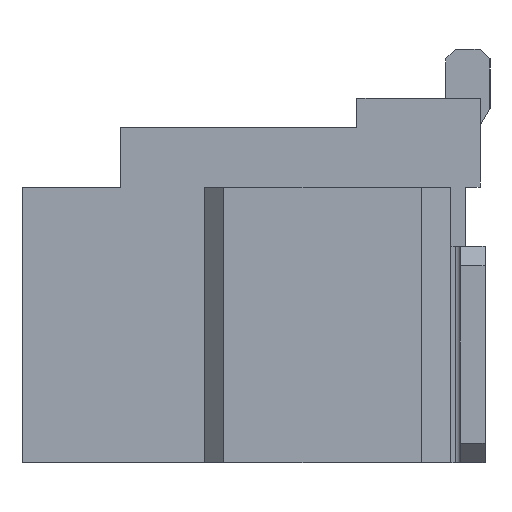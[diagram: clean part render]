
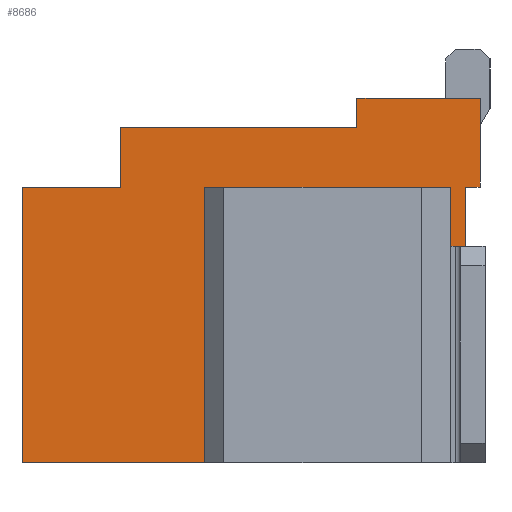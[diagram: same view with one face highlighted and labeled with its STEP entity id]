
A CAD part, left-side view. The second image highlights one B-rep face of the part: STEP entity #8686.
In plain terms, the highlighted planar face has unit normal (-1, 0, 0).
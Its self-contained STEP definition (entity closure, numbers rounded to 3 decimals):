
#73=DIRECTION('',(0.,1.,0.));
#74=VECTOR('',#73,1.25);
#75=CARTESIAN_POINT('',(-9.,-3.675,2.1));
#76=LINE('',#75,#74);
#1133=DIRECTION('',(0.,0.,1.));
#1134=VECTOR('',#1133,2.8);
#1135=CARTESIAN_POINT('',(-9.,0.975,-1.6));
#1136=LINE('',#1135,#1134);
#1625=DIRECTION('',(0.,-1.,0.));
#1626=VECTOR('',#1625,1.);
#1627=CARTESIAN_POINT('',(-9.,0.975,1.2));
#1628=LINE('',#1627,#1626);
#1629=DIRECTION('',(0.,0.,1.));
#1630=VECTOR('',#1629,0.6);
#1631=CARTESIAN_POINT('',(-9.,-0.025,1.2));
#1632=LINE('',#1631,#1630);
#1633=DIRECTION('',(0.,-1.,0.));
#1634=VECTOR('',#1633,2.4);
#1635=CARTESIAN_POINT('',(-9.,-0.025,1.8));
#1636=LINE('',#1635,#1634);
#1637=DIRECTION('',(0.,0.,-1.));
#1638=VECTOR('',#1637,0.3);
#1639=CARTESIAN_POINT('',(-9.,-2.425,2.1));
#1640=LINE('',#1639,#1638);
#1641=DIRECTION('',(0.,1.,0.));
#1642=VECTOR('',#1641,0.15);
#1643=CARTESIAN_POINT('',(-9.,-3.675,1.2));
#1644=LINE('',#1643,#1642);
#1645=DIRECTION('',(0.,0.,1.));
#1646=VECTOR('',#1645,2.1);
#1647=CARTESIAN_POINT('',(-9.,-3.525,-0.9));
#1648=LINE('',#1647,#1646);
#1649=DIRECTION('',(0.,1.,0.));
#1650=VECTOR('',#1649,0.15);
#1651=CARTESIAN_POINT('',(-9.,-3.675,-0.9));
#1652=LINE('',#1651,#1650);
#1653=DIRECTION('',(0.,1.,0.));
#1654=VECTOR('',#1653,0.3);
#1655=CARTESIAN_POINT('',(-9.,-3.675,-1.6));
#1656=LINE('',#1655,#1654);
#1657=DIRECTION('',(0.,0.,1.));
#1658=VECTOR('',#1657,2.8);
#1659=CARTESIAN_POINT('',(-9.,-3.375,-1.6));
#1660=LINE('',#1659,#1658);
#1661=DIRECTION('',(0.,-1.,0.));
#1662=VECTOR('',#1661,2.5);
#1663=CARTESIAN_POINT('',(-9.,-0.875,1.2));
#1664=LINE('',#1663,#1662);
#1665=DIRECTION('',(0.,0.,1.));
#1666=VECTOR('',#1665,2.8);
#1667=CARTESIAN_POINT('',(-9.,-0.875,-1.6));
#1668=LINE('',#1667,#1666);
#1669=DIRECTION('',(0.,1.,0.));
#1670=VECTOR('',#1669,1.85);
#1671=CARTESIAN_POINT('',(-9.,-0.875,-1.6));
#1672=LINE('',#1671,#1670);
#1717=DIRECTION('',(0.,0.,1.));
#1718=VECTOR('',#1717,0.9);
#1719=CARTESIAN_POINT('',(-9.,-3.675,1.2));
#1720=LINE('',#1719,#1718);
#1757=DIRECTION('',(0.,0.,1.));
#1758=VECTOR('',#1757,0.7);
#1759=CARTESIAN_POINT('',(-9.,-3.675,-1.6));
#1760=LINE('',#1759,#1758);
#5399=CARTESIAN_POINT('',(-9.,-0.875,1.2));
#5400=CARTESIAN_POINT('',(-9.,-3.375,1.2));
#5401=VERTEX_POINT('',#5399);
#5402=VERTEX_POINT('',#5400);
#5403=CARTESIAN_POINT('',(-9.,-0.875,-1.6));
#5404=VERTEX_POINT('',#5403);
#5411=CARTESIAN_POINT('',(-9.,0.975,-1.6));
#5412=VERTEX_POINT('',#5411);
#5431=CARTESIAN_POINT('',(-9.,-3.675,2.1));
#5432=VERTEX_POINT('',#5431);
#5437=CARTESIAN_POINT('',(-9.,-3.675,-1.6));
#5438=VERTEX_POINT('',#5437);
#5455=CARTESIAN_POINT('',(-9.,-2.425,2.1));
#5456=CARTESIAN_POINT('',(-9.,-2.425,1.8));
#5457=VERTEX_POINT('',#5455);
#5458=VERTEX_POINT('',#5456);
#5464=CARTESIAN_POINT('',(-9.,-0.025,1.8));
#5466=VERTEX_POINT('',#5464);
#5633=CARTESIAN_POINT('',(-9.,0.975,1.2));
#5634=CARTESIAN_POINT('',(-9.,-0.025,1.2));
#5635=VERTEX_POINT('',#5633);
#5636=VERTEX_POINT('',#5634);
#6047=CARTESIAN_POINT('',(-9.,-3.375,-1.6));
#6048=VERTEX_POINT('',#6047);
#7059=CARTESIAN_POINT('',(-9.,-3.675,1.2));
#7061=VERTEX_POINT('',#7059);
#7067=CARTESIAN_POINT('',(-9.,-3.675,-0.9));
#7069=VERTEX_POINT('',#7067);
#7075=CARTESIAN_POINT('',(-9.,-3.525,1.2));
#7076=VERTEX_POINT('',#7075);
#7077=CARTESIAN_POINT('',(-9.,-3.525,-0.9));
#7078=VERTEX_POINT('',#7077);
#8653=CARTESIAN_POINT('',(-9.,-3.675,-1.6));
#8654=DIRECTION('',(-1.,0.,0.));
#8655=DIRECTION('',(0.,0.,1.));
#8656=AXIS2_PLACEMENT_3D('',#8653,#8654,#8655);
#8657=PLANE('',#8656);
#8658=ORIENTED_EDGE('',*,*,#8191,.T.);
#8660=ORIENTED_EDGE('',*,*,#8659,.T.);
#8662=ORIENTED_EDGE('',*,*,#8661,.T.);
#8663=ORIENTED_EDGE('',*,*,#8306,.F.);
#8664=ORIENTED_EDGE('',*,*,#7172,.F.);
#8666=ORIENTED_EDGE('',*,*,#8665,.F.);
#8668=ORIENTED_EDGE('',*,*,#8667,.T.);
#8670=ORIENTED_EDGE('',*,*,#8669,.F.);
#8672=ORIENTED_EDGE('',*,*,#8671,.F.);
#8674=ORIENTED_EDGE('',*,*,#8673,.F.);
#8675=ORIENTED_EDGE('',*,*,#7592,.T.);
#8677=ORIENTED_EDGE('',*,*,#8676,.T.);
#8679=ORIENTED_EDGE('',*,*,#8678,.F.);
#8681=ORIENTED_EDGE('',*,*,#8680,.F.);
#8682=ORIENTED_EDGE('',*,*,#7570,.T.);
#8683=ORIENTED_EDGE('',*,*,#8124,.T.);
#8684=EDGE_LOOP('',(#8658,#8660,#8662,#8663,#8664,#8666,#8668,#8670,#8672,#8674,
#8675,#8677,#8679,#8681,#8682,#8683));
#8685=FACE_OUTER_BOUND('',#8684,.F.);
#8686=ADVANCED_FACE('',(#8685),#8657,.T.);
#7172=EDGE_CURVE('',#5432,#5457,#76,.T.);
#7570=EDGE_CURVE('',#5404,#5412,#1672,.T.);
#7592=EDGE_CURVE('',#5438,#6048,#1656,.T.);
#8124=EDGE_CURVE('',#5412,#5635,#1136,.T.);
#8191=EDGE_CURVE('',#5635,#5636,#1628,.T.);
#8306=EDGE_CURVE('',#5457,#5458,#1640,.T.);
#8659=EDGE_CURVE('',#5636,#5466,#1632,.T.);
#8661=EDGE_CURVE('',#5466,#5458,#1636,.T.);
#8665=EDGE_CURVE('',#7061,#5432,#1720,.T.);
#8667=EDGE_CURVE('',#7061,#7076,#1644,.T.);
#8669=EDGE_CURVE('',#7078,#7076,#1648,.T.);
#8671=EDGE_CURVE('',#7069,#7078,#1652,.T.);
#8673=EDGE_CURVE('',#5438,#7069,#1760,.T.);
#8676=EDGE_CURVE('',#6048,#5402,#1660,.T.);
#8678=EDGE_CURVE('',#5401,#5402,#1664,.T.);
#8680=EDGE_CURVE('',#5404,#5401,#1668,.T.);
